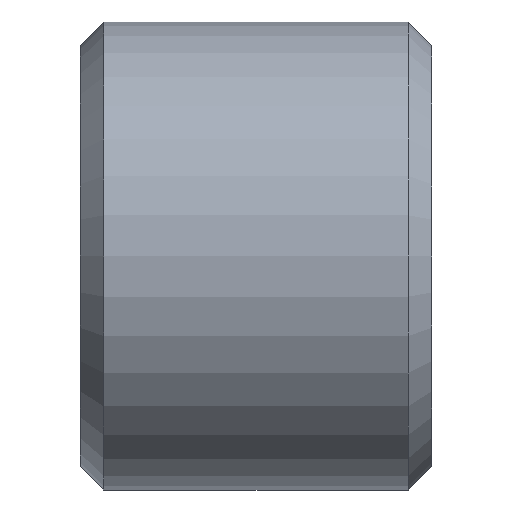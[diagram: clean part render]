
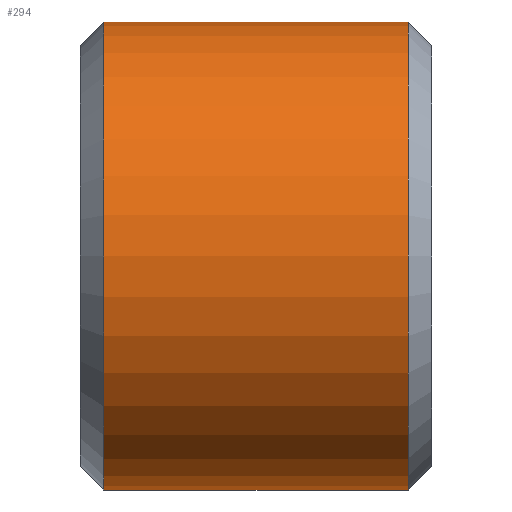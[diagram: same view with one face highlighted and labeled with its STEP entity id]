
A CAD part, left-side view. The second image highlights one B-rep face of the part: STEP entity #294.
In plain terms, the highlighted cylindrical face has radius 10 mm (diameter 20 mm), a partial arc.
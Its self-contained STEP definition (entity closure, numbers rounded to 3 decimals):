
#3 = DIRECTION ( 'NONE',  ( 0., 0., -1. ) ) ;
#19 = AXIS2_PLACEMENT_3D ( 'NONE', #409, #199, #3 ) ;
#28 = ORIENTED_EDGE ( 'NONE', *, *, #339, .F. ) ;
#29 = LINE ( 'NONE', #225, #48 ) ;
#31 = ORIENTED_EDGE ( 'NONE', *, *, #79, .T. ) ;
#47 = CARTESIAN_POINT ( 'NONE',  ( 0., -10.121, 0. ) ) ;
#48 = VECTOR ( 'NONE', #263, 1000. ) ;
#49 = EDGE_LOOP ( 'NONE', ( #28, #276, #209, #31 ) ) ;
#58 = EDGE_CURVE ( 'NONE', #132, #431, #235, .T. ) ;
#63 = DIRECTION ( 'NONE',  ( 0., -1., 0. ) ) ;
#72 = DIRECTION ( 'NONE',  ( 0., -1., 0. ) ) ;
#74 = CIRCLE ( 'NONE', #19, 10. ) ;
#79 = EDGE_CURVE ( 'NONE', #112, #174, #74, .T. ) ;
#83 = DIRECTION ( 'NONE',  ( 0., 0., -1. ) ) ;
#112 = VERTEX_POINT ( 'NONE', #411 ) ;
#132 = VERTEX_POINT ( 'NONE', #206 ) ;
#136 = VECTOR ( 'NONE', #63, 1000. ) ;
#174 = VERTEX_POINT ( 'NONE', #233 ) ;
#198 = AXIS2_PLACEMENT_3D ( 'NONE', #47, #280, #83 ) ;
#199 = DIRECTION ( 'NONE',  ( 0., 1., 0. ) ) ;
#200 = LINE ( 'NONE', #387, #136 ) ;
#206 = CARTESIAN_POINT ( 'NONE',  ( 0., 14., 10. ) ) ;
#209 = ORIENTED_EDGE ( 'NONE', *, *, #417, .T. ) ;
#225 = CARTESIAN_POINT ( 'NONE',  ( 0., -10.121, -10. ) ) ;
#233 = CARTESIAN_POINT ( 'NONE',  ( 0., 1., 10. ) ) ;
#234 = FACE_OUTER_BOUND ( 'NONE', #49, .T. ) ;
#235 = CIRCLE ( 'NONE', #444, 10. ) ;
#263 = DIRECTION ( 'NONE',  ( 0., -1., 0. ) ) ;
#270 = CARTESIAN_POINT ( 'NONE',  ( 0., 14., 0. ) ) ;
#276 = ORIENTED_EDGE ( 'NONE', *, *, #58, .T. ) ;
#280 = DIRECTION ( 'NONE',  ( 0., -1., 0. ) ) ;
#294 = ADVANCED_FACE ( 'NONE', ( #234 ), #410, .T. ) ;
#302 = DIRECTION ( 'NONE',  ( 0., 0., 1. ) ) ;
#339 = EDGE_CURVE ( 'NONE', #132, #174, #200, .T. ) ;
#387 = CARTESIAN_POINT ( 'NONE',  ( 0., -10.121, 10. ) ) ;
#409 = CARTESIAN_POINT ( 'NONE',  ( 0., 1., 0. ) ) ;
#410 = CYLINDRICAL_SURFACE ( 'NONE', #198, 10. ) ;
#411 = CARTESIAN_POINT ( 'NONE',  ( 0., 1., -10. ) ) ;
#417 = EDGE_CURVE ( 'NONE', #431, #112, #29, .T. ) ;
#431 = VERTEX_POINT ( 'NONE', #448 ) ;
#444 = AXIS2_PLACEMENT_3D ( 'NONE', #270, #72, #302 ) ;
#448 = CARTESIAN_POINT ( 'NONE',  ( 0., 14., -10. ) ) ;
